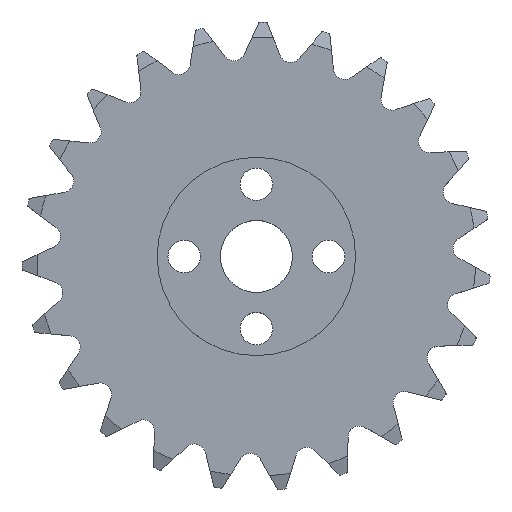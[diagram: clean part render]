
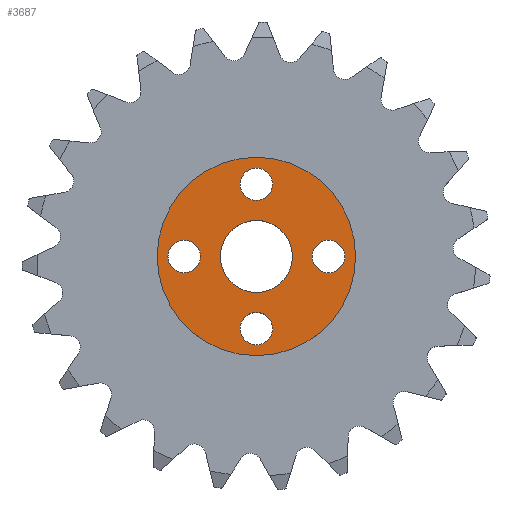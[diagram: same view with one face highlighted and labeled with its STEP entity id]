
A CAD part, top view. The second image highlights one B-rep face of the part: STEP entity #3687.
In plain terms, the highlighted planar face has unit normal (0, 0, 1).
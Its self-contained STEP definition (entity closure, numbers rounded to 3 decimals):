
#802=FACE_BOUND('',#1013,.T.);
#803=FACE_BOUND('',#1014,.T.);
#804=FACE_BOUND('',#1015,.T.);
#805=FACE_BOUND('',#1016,.T.);
#806=FACE_BOUND('',#1017,.T.);
#819=FACE_OUTER_BOUND('',#1012,.T.);
#1012=EDGE_LOOP('',(#2316));
#1013=EDGE_LOOP('',(#2317));
#1014=EDGE_LOOP('',(#2318));
#1015=EDGE_LOOP('',(#2319));
#1016=EDGE_LOOP('',(#2320));
#1017=EDGE_LOOP('',(#2321));
#1222=CIRCLE('',#3883,11.);
#1223=CIRCLE('',#3884,1.8);
#1224=CIRCLE('',#3885,1.8);
#1225=CIRCLE('',#3886,1.8);
#1226=CIRCLE('',#3887,1.8);
#1227=CIRCLE('',#3888,4.);
#1372=VERTEX_POINT('',#5145);
#1373=VERTEX_POINT('',#5147);
#1374=VERTEX_POINT('',#5149);
#1375=VERTEX_POINT('',#5151);
#1376=VERTEX_POINT('',#5153);
#1377=VERTEX_POINT('',#5155);
#1752=EDGE_CURVE('',#1372,#1372,#1222,.T.);
#1753=EDGE_CURVE('',#1373,#1373,#1223,.T.);
#1754=EDGE_CURVE('',#1374,#1374,#1224,.T.);
#1755=EDGE_CURVE('',#1375,#1375,#1225,.T.);
#1756=EDGE_CURVE('',#1376,#1376,#1226,.T.);
#1757=EDGE_CURVE('',#1377,#1377,#1227,.T.);
#2316=ORIENTED_EDGE('',*,*,#1752,.T.);
#2317=ORIENTED_EDGE('',*,*,#1753,.F.);
#2318=ORIENTED_EDGE('',*,*,#1754,.F.);
#2319=ORIENTED_EDGE('',*,*,#1755,.F.);
#2320=ORIENTED_EDGE('',*,*,#1756,.F.);
#2321=ORIENTED_EDGE('',*,*,#1757,.T.);
#3444=PLANE('',#3882);
#3687=ADVANCED_FACE('',(#819,#802,#803,#804,#805,#806),#3444,.T.);
#3882=AXIS2_PLACEMENT_3D('',#5144,#4227,#4228);
#3883=AXIS2_PLACEMENT_3D('',#5146,#4229,#4230);
#3884=AXIS2_PLACEMENT_3D('',#5148,#4231,#4232);
#3885=AXIS2_PLACEMENT_3D('',#5150,#4233,#4234);
#3886=AXIS2_PLACEMENT_3D('',#5152,#4235,#4236);
#3887=AXIS2_PLACEMENT_3D('',#5154,#4237,#4238);
#3888=AXIS2_PLACEMENT_3D('',#5156,#4239,#4240);
#4227=DIRECTION('center_axis',(0.,0.,1.));
#4228=DIRECTION('ref_axis',(1.,0.,0.));
#4229=DIRECTION('center_axis',(0.,0.,1.));
#4230=DIRECTION('ref_axis',(1.,0.,0.));
#4231=DIRECTION('center_axis',(0.,0.,1.));
#4232=DIRECTION('ref_axis',(1.,0.,0.));
#4233=DIRECTION('center_axis',(0.,0.,1.));
#4234=DIRECTION('ref_axis',(0.,1.,0.));
#4235=DIRECTION('center_axis',(0.,0.,1.));
#4236=DIRECTION('ref_axis',(-1.,0.,0.));
#4237=DIRECTION('center_axis',(0.,0.,1.));
#4238=DIRECTION('ref_axis',(0.,-1.,0.));
#4239=DIRECTION('center_axis',(0.,0.,-1.));
#4240=DIRECTION('ref_axis',(1.,0.,0.));
#5144=CARTESIAN_POINT('Origin',(0.,0.,3.302));
#5145=CARTESIAN_POINT('',(-11.,0.,3.302));
#5146=CARTESIAN_POINT('Origin',(0.,0.,3.302));
#5147=CARTESIAN_POINT('',(6.2,0.,3.302));
#5148=CARTESIAN_POINT('Origin',(8.,0.,3.302));
#5149=CARTESIAN_POINT('',(0.,6.2,3.302));
#5150=CARTESIAN_POINT('Origin',(0.,8.,3.302));
#5151=CARTESIAN_POINT('',(-6.2,0.,3.302));
#5152=CARTESIAN_POINT('Origin',(-8.,0.,3.302));
#5153=CARTESIAN_POINT('',(0.,-6.2,3.302));
#5154=CARTESIAN_POINT('Origin',(0.,-8.,3.302));
#5155=CARTESIAN_POINT('',(4.,0.,3.302));
#5156=CARTESIAN_POINT('Origin',(0.,0.,3.302));
